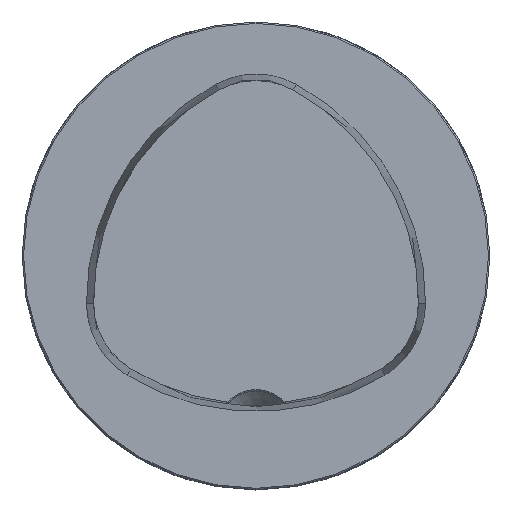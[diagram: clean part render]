
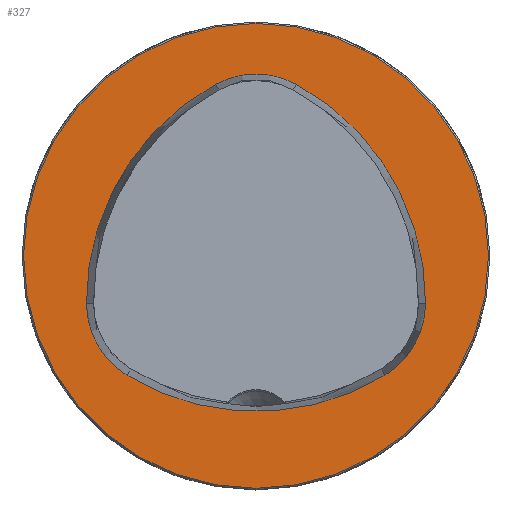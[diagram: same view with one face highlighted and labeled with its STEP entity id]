
A CAD part, top view. The second image highlights one B-rep face of the part: STEP entity #327.
In plain terms, the highlighted planar face has unit normal (0, 0, 1).
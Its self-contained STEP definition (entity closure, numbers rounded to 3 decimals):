
#175=FACE_BOUND('',#673,.T.);
#176=FACE_BOUND('',#674,.T.);
#242=CIRCLE('',#2553,53.075);
#245=CIRCLE('',#2558,53.075);
#246=CIRCLE('',#2559,18.075);
#247=CIRCLE('',#2560,53.075);
#248=CIRCLE('',#2561,18.075);
#249=CIRCLE('',#2562,18.075);
#250=CIRCLE('',#2563,49.7);
#327=ADVANCED_FACE('CU_FL_N1_SU_1',(#175,#176),#474,.T.);
#474=PLANE('',#2564);
#673=EDGE_LOOP('',(#954,#955,#956,#957,#958,#959));
#674=EDGE_LOOP('',(#960));
#954=ORIENTED_EDGE('',*,*,#1875,.F.);
#955=ORIENTED_EDGE('',*,*,#1876,.F.);
#956=ORIENTED_EDGE('',*,*,#1877,.F.);
#957=ORIENTED_EDGE('',*,*,#1878,.F.);
#958=ORIENTED_EDGE('',*,*,#1871,.F.);
#959=ORIENTED_EDGE('',*,*,#1879,.F.);
#960=ORIENTED_EDGE('',*,*,#1880,.T.);
#1637=VERTEX_POINT('',#3903);
#1638=VERTEX_POINT('',#3905);
#1641=VERTEX_POINT('',#3914);
#1642=VERTEX_POINT('',#3915);
#1643=VERTEX_POINT('',#3917);
#1644=VERTEX_POINT('',#3919);
#1645=VERTEX_POINT('',#3923);
#1871=EDGE_CURVE('',#1637,#1638,#242,.T.);
#1875=EDGE_CURVE('',#1641,#1642,#245,.T.);
#1876=EDGE_CURVE('',#1643,#1641,#246,.T.);
#1877=EDGE_CURVE('',#1644,#1643,#247,.T.);
#1878=EDGE_CURVE('',#1638,#1644,#248,.T.);
#1879=EDGE_CURVE('',#1642,#1637,#249,.T.);
#1880=EDGE_CURVE('',#1645,#1645,#250,.T.);
#2553=AXIS2_PLACEMENT_3D('',#3904,#2862,#2863);
#2558=AXIS2_PLACEMENT_3D('',#3913,#2873,#2874);
#2559=AXIS2_PLACEMENT_3D('',#3916,#2875,#2876);
#2560=AXIS2_PLACEMENT_3D('',#3918,#2877,#2878);
#2561=AXIS2_PLACEMENT_3D('',#3920,#2879,#2880);
#2562=AXIS2_PLACEMENT_3D('',#3921,#2881,#2882);
#2563=AXIS2_PLACEMENT_3D('',#3922,#2883,#2884);
#2564=AXIS2_PLACEMENT_3D('',#3924,#2885,#2886);
#2862=DIRECTION('',(0.,0.,1.));
#2863=DIRECTION('',(1.,0.,0.));
#2873=DIRECTION('',(0.,0.,1.));
#2874=DIRECTION('',(1.,0.,0.));
#2875=DIRECTION('',(0.,0.,1.));
#2876=DIRECTION('',(1.,0.,0.));
#2877=DIRECTION('',(0.,0.,1.));
#2878=DIRECTION('',(1.,0.,0.));
#2879=DIRECTION('',(0.,0.,1.));
#2880=DIRECTION('',(1.,0.,0.));
#2881=DIRECTION('',(0.,0.,1.));
#2882=DIRECTION('',(1.,0.,0.));
#2883=DIRECTION('',(0.,0.,1.));
#2884=DIRECTION('',(1.,0.,0.));
#2885=DIRECTION('',(0.,0.,1.));
#2886=DIRECTION('',(1.,0.,0.));
#3903=CARTESIAN_POINT('',(-27.566,-25.555,0.));
#3904=CARTESIAN_POINT('',(0.,19.8,0.));
#3905=CARTESIAN_POINT('',(27.566,-25.555,0.));
#3913=CARTESIAN_POINT('',(16.821,-9.893,0.));
#3914=CARTESIAN_POINT('',(-8.687,36.651,0.));
#3915=CARTESIAN_POINT('',(-36.253,-10.221,0.));
#3916=CARTESIAN_POINT('',(0.,20.8,0.));
#3917=CARTESIAN_POINT('',(8.687,36.651,0.));
#3918=CARTESIAN_POINT('',(-16.821,-9.893,0.));
#3919=CARTESIAN_POINT('',(36.253,-10.221,0.));
#3920=CARTESIAN_POINT('',(18.178,-10.109,0.));
#3921=CARTESIAN_POINT('',(-18.178,-10.109,0.));
#3922=CARTESIAN_POINT('',(0.,0.,0.));
#3923=CARTESIAN_POINT('',(49.7,0.,0.));
#3924=CARTESIAN_POINT('',(0.,0.,0.));
